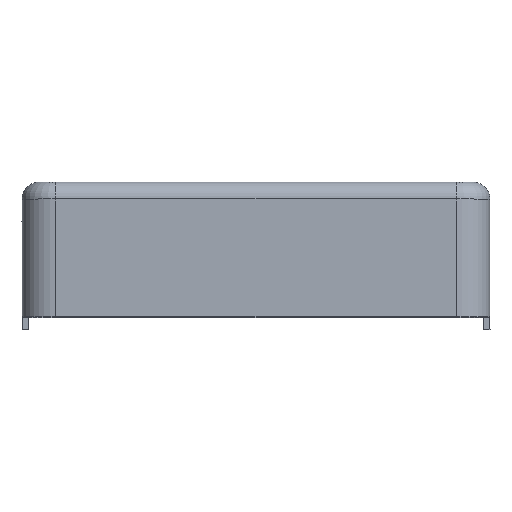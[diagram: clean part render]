
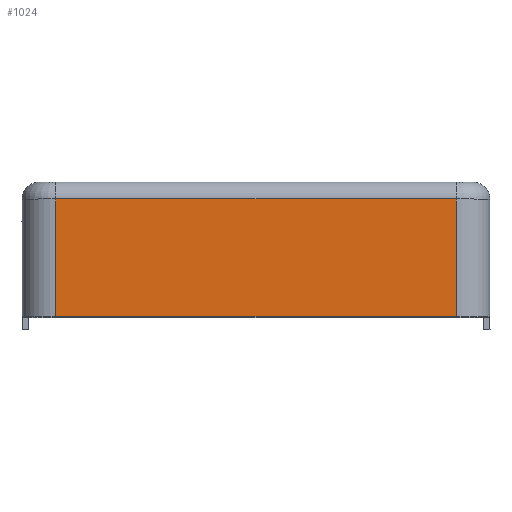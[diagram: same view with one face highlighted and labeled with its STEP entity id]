
A CAD part, top view. The second image highlights one B-rep face of the part: STEP entity #1024.
In plain terms, the highlighted planar face has unit normal (0, 0, 1).
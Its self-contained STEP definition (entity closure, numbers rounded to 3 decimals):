
#81 = EDGE_CURVE ( 'NONE', #2237, #582, #2571, .T. ) ;
#139 = DIRECTION ( 'NONE',  ( 0., -1., 0. ) ) ;
#167 = VECTOR ( 'NONE', #1880, 1000. ) ;
#207 = DIRECTION ( 'NONE',  ( 1., 0., 0. ) ) ;
#455 = CARTESIAN_POINT ( 'NONE',  ( 9.55, 0., 17.65 ) ) ;
#575 = CARTESIAN_POINT ( 'NONE',  ( -9.55, -0.8, 17.65 ) ) ;
#582 = VERTEX_POINT ( 'NONE', #654 ) ;
#649 = CARTESIAN_POINT ( 'NONE',  ( -9.55, -6.4, 17.65 ) ) ;
#654 = CARTESIAN_POINT ( 'NONE',  ( -9.55, -6.4, 17.65 ) ) ;
#698 = CARTESIAN_POINT ( 'NONE',  ( -9.55, -0.8, 17.65 ) ) ;
#850 = AXIS2_PLACEMENT_3D ( 'NONE', #1860, #1225, #139 ) ;
#967 = VECTOR ( 'NONE', #2014, 1000. ) ;
#972 = VECTOR ( 'NONE', #1723, 1000. ) ;
#1024 = ADVANCED_FACE ( 'NONE', ( #1367 ), #2323, .T. ) ;
#1140 = LINE ( 'NONE', #575, #167 ) ;
#1225 = DIRECTION ( 'NONE',  ( 0., 0., 1. ) ) ;
#1257 = EDGE_CURVE ( 'NONE', #582, #2535, #1475, .T. ) ;
#1367 = FACE_OUTER_BOUND ( 'NONE', #1783, .T. ) ;
#1450 = EDGE_CURVE ( 'NONE', #1931, #2535, #2126, .T. ) ;
#1454 = CARTESIAN_POINT ( 'NONE',  ( 9.55, -0.8, 17.65 ) ) ;
#1475 = LINE ( 'NONE', #649, #2488 ) ;
#1723 = DIRECTION ( 'NONE',  ( 0., -1., 0. ) ) ;
#1783 = EDGE_LOOP ( 'NONE', ( #2001, #2724, #1902, #2136 ) ) ;
#1860 = CARTESIAN_POINT ( 'NONE',  ( -9.55, 0., 17.65 ) ) ;
#1874 = EDGE_CURVE ( 'NONE', #2237, #1931, #1140, .T. ) ;
#1880 = DIRECTION ( 'NONE',  ( 1., 0., 0. ) ) ;
#1902 = ORIENTED_EDGE ( 'NONE', *, *, #1874, .F. ) ;
#1931 = VERTEX_POINT ( 'NONE', #1454 ) ;
#2001 = ORIENTED_EDGE ( 'NONE', *, *, #1257, .T. ) ;
#2014 = DIRECTION ( 'NONE',  ( 0., -1., 0. ) ) ;
#2043 = CARTESIAN_POINT ( 'NONE',  ( -9.55, 0., 17.65 ) ) ;
#2126 = LINE ( 'NONE', #455, #972 ) ;
#2136 = ORIENTED_EDGE ( 'NONE', *, *, #81, .T. ) ;
#2237 = VERTEX_POINT ( 'NONE', #698 ) ;
#2318 = CARTESIAN_POINT ( 'NONE',  ( 9.55, -6.4, 17.65 ) ) ;
#2323 = PLANE ( 'NONE',  #850 ) ;
#2488 = VECTOR ( 'NONE', #207, 1000. ) ;
#2535 = VERTEX_POINT ( 'NONE', #2318 ) ;
#2571 = LINE ( 'NONE', #2043, #967 ) ;
#2724 = ORIENTED_EDGE ( 'NONE', *, *, #1450, .F. ) ;
